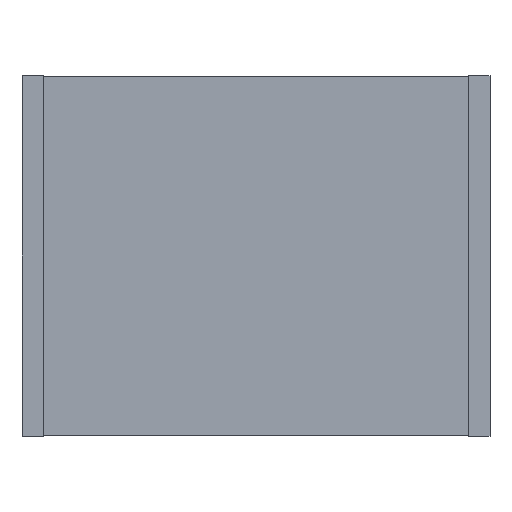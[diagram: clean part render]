
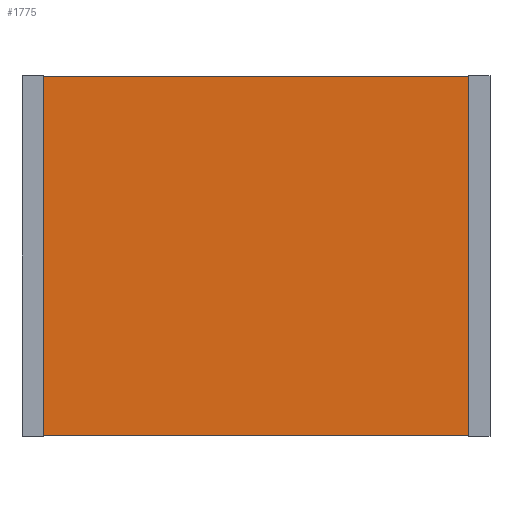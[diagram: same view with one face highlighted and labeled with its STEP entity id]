
A CAD part, front view. The second image highlights one B-rep face of the part: STEP entity #1775.
In plain terms, the highlighted planar face has unit normal (0, -1, 0).
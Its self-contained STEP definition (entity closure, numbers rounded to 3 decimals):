
#4 = VECTOR ( 'NONE', #549, 1000. ) ;
#20 = CARTESIAN_POINT ( 'NONE',  ( 10.39, 0., -8.38 ) ) ;
#53 = VECTOR ( 'NONE', #2337, 1000. ) ;
#64 = VERTEX_POINT ( 'NONE', #534 ) ;
#70 = CARTESIAN_POINT ( 'NONE',  ( 0., 0., 0. ) ) ;
#92 = VECTOR ( 'NONE', #911, 1000. ) ;
#120 = VERTEX_POINT ( 'NONE', #1352 ) ;
#148 = EDGE_CURVE ( 'NONE', #64, #2155, #929, .T. ) ;
#278 = VERTEX_POINT ( 'NONE', #20 ) ;
#382 = VECTOR ( 'NONE', #808, 1000. ) ;
#404 = LINE ( 'NONE', #1300, #53 ) ;
#406 = EDGE_CURVE ( 'NONE', #278, #120, #404, .T. ) ;
#534 = CARTESIAN_POINT ( 'NONE',  ( 0.49, 0., 0. ) ) ;
#549 = DIRECTION ( 'NONE',  ( 0., 0., -1. ) ) ;
#560 = CARTESIAN_POINT ( 'NONE',  ( 0.49, 0., 0. ) ) ;
#603 = ORIENTED_EDGE ( 'NONE', *, *, #967, .F. ) ;
#633 = ORIENTED_EDGE ( 'NONE', *, *, #148, .T. ) ;
#684 = CARTESIAN_POINT ( 'NONE',  ( 0., 0., -8.38 ) ) ;
#808 = DIRECTION ( 'NONE',  ( 1., 0., 0. ) ) ;
#911 = DIRECTION ( 'NONE',  ( -1., 0., 0. ) ) ;
#921 = ORIENTED_EDGE ( 'NONE', *, *, #406, .T. ) ;
#929 = LINE ( 'NONE', #560, #4 ) ;
#958 = CARTESIAN_POINT ( 'NONE',  ( 0.49, 0., -8.38 ) ) ;
#967 = EDGE_CURVE ( 'NONE', #278, #2155, #2269, .T. ) ;
#1065 = EDGE_LOOP ( 'NONE', ( #603, #921, #2198, #633 ) ) ;
#1129 = FACE_OUTER_BOUND ( 'NONE', #1065, .T. ) ;
#1184 = AXIS2_PLACEMENT_3D ( 'NONE', #1600, #1196, #1755 ) ;
#1196 = DIRECTION ( 'NONE',  ( 0., -1., 0. ) ) ;
#1197 = LINE ( 'NONE', #70, #382 ) ;
#1300 = CARTESIAN_POINT ( 'NONE',  ( 10.39, 0., 0. ) ) ;
#1352 = CARTESIAN_POINT ( 'NONE',  ( 10.39, 0., 0. ) ) ;
#1469 = EDGE_CURVE ( 'NONE', #64, #120, #1197, .T. ) ;
#1600 = CARTESIAN_POINT ( 'NONE',  ( 0., 0., 0. ) ) ;
#1755 = DIRECTION ( 'NONE',  ( 0., 0., -1. ) ) ;
#1775 = ADVANCED_FACE ( 'NONE', ( #1129 ), #2468, .T. ) ;
#2155 = VERTEX_POINT ( 'NONE', #958 ) ;
#2198 = ORIENTED_EDGE ( 'NONE', *, *, #1469, .F. ) ;
#2269 = LINE ( 'NONE', #684, #92 ) ;
#2337 = DIRECTION ( 'NONE',  ( 0., 0., 1. ) ) ;
#2468 = PLANE ( 'NONE',  #1184 ) ;
